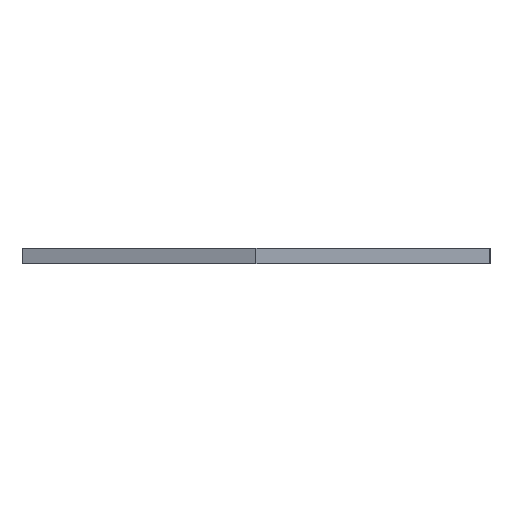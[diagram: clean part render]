
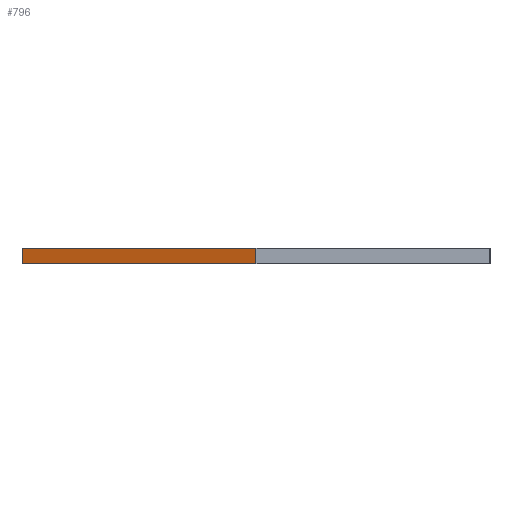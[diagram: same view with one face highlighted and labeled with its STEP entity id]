
A CAD part, left-side view. The second image highlights one B-rep face of the part: STEP entity #796.
In plain terms, the highlighted planar face has unit normal (-0.947, 0.322, 0).
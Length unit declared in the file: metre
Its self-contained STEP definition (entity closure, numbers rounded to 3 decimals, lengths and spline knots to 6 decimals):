
#124=ORIENTED_EDGE('',*,*,#370,.T.);
#125=ORIENTED_EDGE('',*,*,#371,.F.);
#126=ORIENTED_EDGE('',*,*,#372,.F.);
#127=ORIENTED_EDGE('',*,*,#367,.T.);
#367=EDGE_CURVE('',#491,#490,#572,.T.);
#370=EDGE_CURVE('',#490,#493,#575,.T.);
#371=EDGE_CURVE('',#494,#493,#576,.T.);
#372=EDGE_CURVE('',#491,#494,#577,.T.);
#490=VERTEX_POINT('',#941);
#491=VERTEX_POINT('',#943);
#493=VERTEX_POINT('',#949);
#494=VERTEX_POINT('',#951);
#572=LINE('',#942,#625);
#575=LINE('',#948,#628);
#576=LINE('',#950,#629);
#577=LINE('',#952,#630);
#625=VECTOR('',#871,1.);
#628=VECTOR('',#876,1.);
#629=VECTOR('',#877,1.);
#630=VECTOR('',#878,1.);
#678=EDGE_LOOP('',(#124,#125,#126,#127));
#733=FACE_BOUND('',#678,.T.);
#788=PLANE('',#859);
#796=ADVANCED_FACE('',(#733),#788,.F.);
#859=AXIS2_PLACEMENT_3D('',#947,#874,#875);
#871=DIRECTION('',(0.,0.,-1.));
#874=DIRECTION('',(0.947,-0.322,0.));
#875=DIRECTION('',(0.322,0.947,0.));
#876=DIRECTION('',(-0.322,-0.947,0.));
#877=DIRECTION('',(0.,0.,-1.));
#878=DIRECTION('',(-0.322,-0.947,0.));
#941=CARTESIAN_POINT('',(-0.1178,0.03,0.));
#942=CARTESIAN_POINT('',(-0.1178,0.03,0.002));
#943=CARTESIAN_POINT('',(-0.1178,0.03,0.002));
#947=CARTESIAN_POINT('',(-0.1229,0.015,0.002));
#948=CARTESIAN_POINT('',(-0.1229,0.015,0.));
#949=CARTESIAN_POINT('',(-0.128,0.,0.));
#950=CARTESIAN_POINT('',(-0.128,0.,0.002));
#951=CARTESIAN_POINT('',(-0.128,0.,0.002));
#952=CARTESIAN_POINT('',(-0.1229,0.015,0.002));
